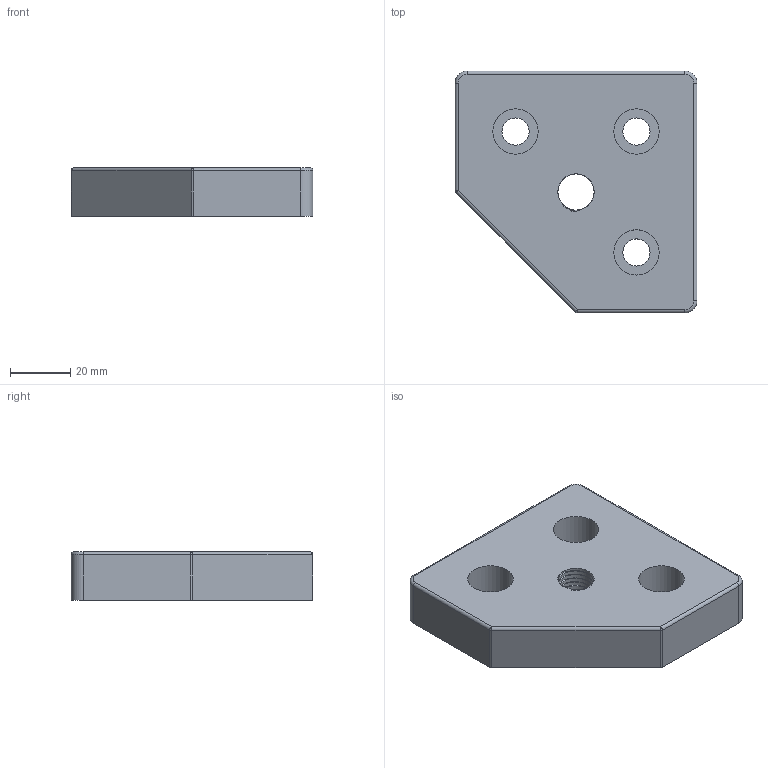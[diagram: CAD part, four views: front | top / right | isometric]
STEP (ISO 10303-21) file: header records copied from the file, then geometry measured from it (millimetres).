
FILE_DESCRIPTION(('FreeCAD Model'),'2;1');
FILE_NAME('Open CASCADE Shape Model','2026-02-10T10:23:45',(''),(''), 'Open CASCADE STEP processor 7.6','FreeCAD','Unknown');
FILE_SCHEMA(('AUTOMOTIVE_DESIGN { 1 0 10303 214 1 1 1 1 }'));
Length unit declared in the file: millimetre
Products named in the file (1): STI8-PB808045M12
Bounding box: 80 x 80 x 16 mm (x, y, z)
Volume: 80807.6 mm3; surface area: 17894.5 mm2
Topology: 1 solids, 1 shells, 34 faces, 80 edges, 49 vertices
Faces by surface type: cylinder 17, plane 10, torus 3, bspline 2, sphere 2
Full cylindrical faces by diameter (mm): 9 x3, 15 x3
Entity records: 3675 total; most frequent: CARTESIAN_POINT 2636, DIRECTION 171, ORIENTED_EDGE 156, EDGE_CURVE 78, AXIS2_PLACEMENT_3D 73, VERTEX_POINT 49, FACE_BOUND 45, EDGE_LOOP 45
